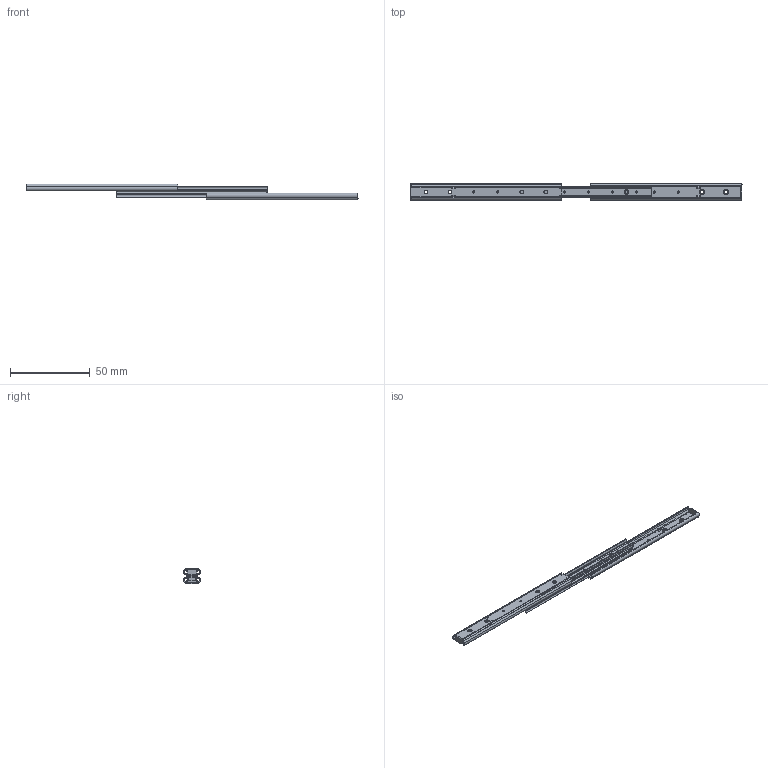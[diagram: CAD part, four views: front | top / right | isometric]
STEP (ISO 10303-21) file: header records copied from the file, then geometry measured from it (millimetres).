
FILE_DESCRIPTION (( 'STEP AP203' ), '1' );
FILE_NAME ('U1031-95.STEP', '2020-06-24T05:46:50', ( '' ), ( '' ), 'SwSTEP 2.0', 'SolidWorks 2019', '' );
FILE_SCHEMA (( 'CONFIG_CONTROL_DESIGN' ));
Length unit declared in the file: millimetre
Products named in the file (3): U1031-95 OM; U1031-95 IM; U1031-95
Assembly tree (4 placements, depth 2):
  U1031-95
    U1031-95 OM  x2
    U1031-95 IM  x2
Bounding box: 207.9 x 10.59 x 10 mm (x, y, z)
Volume: 2700.1 mm3; surface area: 11378.7 mm2
Topology: 4 solids, 4 shells, 506 faces, 1488 edges, 976 vertices
Faces by surface type: cylinder 274, plane 156, torus 52, bspline 24
Entity records: 12454 total; most frequent: CARTESIAN_POINT 5452, ORIENTED_EDGE 1488, DIRECTION 1355, EDGE_CURVE 744, AXIS2_PLACEMENT_3D 519, VERTEX_POINT 488, VECTOR 317, LINE 317
